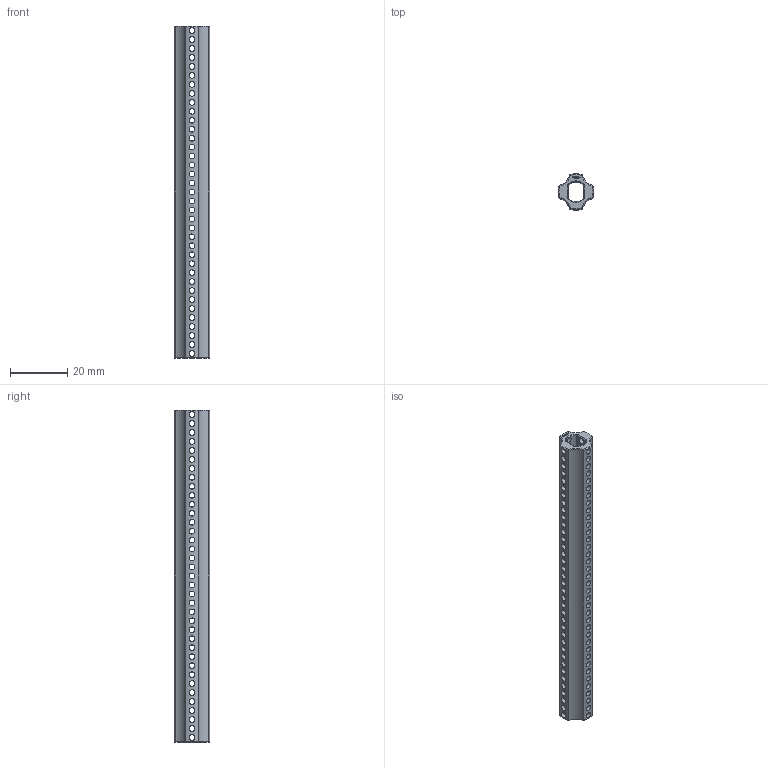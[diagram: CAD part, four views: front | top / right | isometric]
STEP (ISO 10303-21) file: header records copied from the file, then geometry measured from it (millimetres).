
FILE_DESCRIPTION(('FreeCAD Model'),'2;1');
FILE_NAME('Open CASCADE Shape Model','2024-06-16T00:12:55',(''),(''), 'Open CASCADE STEP processor 7.6','FreeCAD','Unknown');
FILE_SCHEMA(('AUTOMOTIVE_DESIGN { 1 0 10303 214 1 1 1 1 }'));
Length unit declared in the file: millimetre
Products named in the file (1): Power-Transmission Hub PLN IDX FXD BU09.25 - SPN-PTH-0037 
(stemfie.org)
Bounding box: 12.5 x 12.5 x 115.62 mm (x, y, z)
Volume: 6900.2 mm3; surface area: 9181.3 mm2
Topology: 1 solids, 1 shells, 642 faces, 1877 edges, 1268 vertices
Faces by surface type: plane 318, cylinder 158, extrusion 146, cone 20
Full cylindrical faces by diameter (mm): 2 x148
Entity records: 32315 total; most frequent: CARTESIAN_POINT 15642, ORIENTED_EDGE 3754, DIRECTION 2567, EDGE_CURVE 1877, VECTOR 1297, VERTEX_POINT 1268, LINE 1151, FACE_BOUND 971
